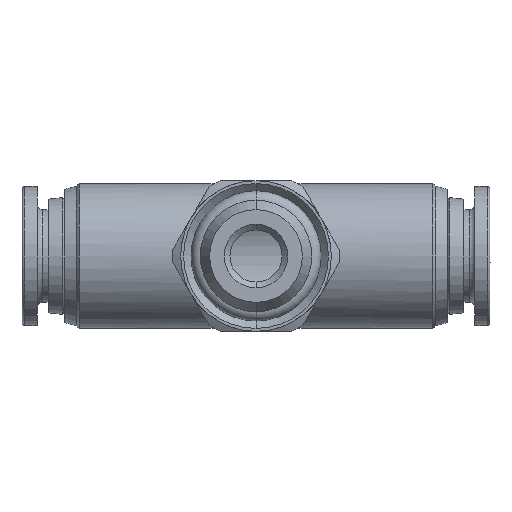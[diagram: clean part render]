
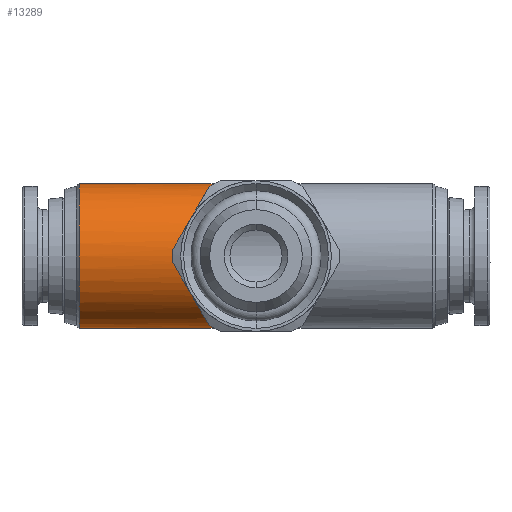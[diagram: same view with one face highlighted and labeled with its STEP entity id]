
A CAD part, front view. The second image highlights one B-rep face of the part: STEP entity #13289.
In plain terms, the highlighted cylindrical face has radius 6.25 mm (diameter 12.5 mm), a partial arc.
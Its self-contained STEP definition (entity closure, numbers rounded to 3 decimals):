
#168 = CARTESIAN_POINT ( 'NONE',  ( -15.268, 14.4, 6.25 ) ) ;
#172 = CARTESIAN_POINT ( 'NONE',  ( -2.482, 11.958, 5.753 ) ) ;
#393 = CARTESIAN_POINT ( 'NONE',  ( -3.891, 14.399, -6.25 ) ) ;
#488 = AXIS2_PLACEMENT_3D ( 'NONE', #7440, #551, #8587 ) ;
#551 = DIRECTION ( 'NONE',  ( 1., 0., 0. ) ) ;
#742 = ORIENTED_EDGE ( 'NONE', *, *, #8837, .F. ) ;
#772 = CARTESIAN_POINT ( 'NONE',  ( -3.892, 14.4, 6.25 ) ) ;
#1556 = DIRECTION ( 'NONE',  ( -1., 0., 0. ) ) ;
#1581 = CARTESIAN_POINT ( 'NONE',  ( -17.5, 14.4, 6.25 ) ) ;
#1583 = B_SPLINE_CURVE_WITH_KNOTS ( 'NONE', 3,
 ( #7550, #13069, #8681, #1842, #9813, #3009 ),
 .UNSPECIFIED., .F., .F.,
 ( 4, 2, 4 ),
 ( 0., 0.5, 1. ),
 .UNSPECIFIED. ) ;
#1842 = CARTESIAN_POINT ( 'NONE',  ( -2.956, 12.779, 6.05 ) ) ;
#1956 = CARTESIAN_POINT ( 'NONE',  ( -2.511, 12.008, -5.774 ) ) ;
#1996 = CARTESIAN_POINT ( 'NONE',  ( -2.496, 11.983, -5.764 ) ) ;
#2056 = CARTESIAN_POINT ( 'NONE',  ( -2.467, 11.933, -5.742 ) ) ;
#2106 = CARTESIAN_POINT ( 'NONE',  ( -2.482, 11.958, -5.753 ) ) ;
#2227 = ORIENTED_EDGE ( 'NONE', *, *, #5884, .F. ) ;
#2279 = AXIS2_PLACEMENT_3D ( 'NONE', #4625, #10284, #3542 ) ;
#2299 = CARTESIAN_POINT ( 'NONE',  ( -2.511, 12.008, -5.774 ) ) ;
#2429 = CARTESIAN_POINT ( 'NONE',  ( -6.25, 8.15, -2.575 ) ) ;
#2507 = CARTESIAN_POINT ( 'NONE',  ( -6.25, 8.15, 2.575 ) ) ;
#2568 = CARTESIAN_POINT ( 'NONE',  ( -2.496, 11.983, 5.764 ) ) ;
#2644 = CARTESIAN_POINT ( 'NONE',  ( -2.729, 12.386, -5.931 ) ) ;
#2677 = VECTOR ( 'NONE', #1556, 1000. ) ;
#3009 = CARTESIAN_POINT ( 'NONE',  ( -2.511, 12.008, 5.774 ) ) ;
#3041 = LINE ( 'NONE', #10637, #2677 ) ;
#3131 = ORIENTED_EDGE ( 'NONE', *, *, #6543, .T. ) ;
#3542 = DIRECTION ( 'NONE',  ( 0., 0., 1. ) ) ;
#3679 = VERTEX_POINT ( 'NONE', #2299 ) ;
#3685 = EDGE_CURVE ( 'NONE', #5303, #3679, #6526, .T. ) ;
#3704 = VECTOR ( 'NONE', #10665, 1000. ) ;
#3768 = CARTESIAN_POINT ( 'NONE',  ( -3.419, 13.581, -6.209 ) ) ;
#4169 = ORIENTED_EDGE ( 'NONE', *, *, #3685, .F. ) ;
#4554 = VERTEX_POINT ( 'NONE', #8951 ) ;
#4625 = CARTESIAN_POINT ( 'NONE',  ( -17.5, 14.4, 0. ) ) ;
#4694 = CARTESIAN_POINT ( 'NONE',  ( -4.833, 9.567, -4.726 ) ) ;
#4918 = CARTESIAN_POINT ( 'NONE',  ( -3.89, 14.397, -6.25 ) ) ;
#5303 = VERTEX_POINT ( 'NONE', #10652 ) ;
#5594 = CARTESIAN_POINT ( 'NONE',  ( -15.268, 14.4, -6.25 ) ) ;
#5771 = ORIENTED_EDGE ( 'NONE', *, *, #7584, .T. ) ;
#5884 = EDGE_CURVE ( 'NONE', #11508, #14064, #3041, .T. ) ;
#6016 = LINE ( 'NONE', #1581, #3704 ) ;
#6364 = VERTEX_POINT ( 'NONE', #11629 ) ;
#6526 = B_SPLINE_CURVE_WITH_KNOTS ( 'NONE', 3,
 ( #2056, #2106, #1996, #1956 ),
 .UNSPECIFIED., .F., .F.,
 ( 4, 4 ),
 ( 0.008, 0.008 ),
 .UNSPECIFIED. ) ;
#6543 = EDGE_CURVE ( 'NONE', #11305, #11444, #6016, .T. ) ;
#6997 = EDGE_CURVE ( 'NONE', #4554, #5303, #8091, .T. ) ;
#7239 = CARTESIAN_POINT ( 'NONE',  ( -3.892, 14.4, -6.25 ) ) ;
#7440 = CARTESIAN_POINT ( 'NONE',  ( -15.268, 14.4, 0. ) ) ;
#7550 = CARTESIAN_POINT ( 'NONE',  ( -3.892, 14.4, 6.25 ) ) ;
#7584 = EDGE_CURVE ( 'NONE', #11444, #14064, #12467, .T. ) ;
#7691 = EDGE_CURVE ( 'NONE', #11305, #13903, #1583, .T. ) ;
#7886 =( BOUNDED_CURVE ( )  B_SPLINE_CURVE ( 3, ( #13644, #13688, #2507, #10428 ),
 .UNSPECIFIED., .F., .F. ) 
 B_SPLINE_CURVE_WITH_KNOTS ( ( 4, 4 ),
 ( 5.118, 6.283 ),
 .UNSPECIFIED. ) 
 CURVE ( )  GEOMETRIC_REPRESENTATION_ITEM ( )  RATIONAL_B_SPLINE_CURVE ( ( 1., 0.89, 0.89, 1. ) ) 
 REPRESENTATION_ITEM ( '' )  );
#8086 = EDGE_LOOP ( 'NONE', ( #2227, #10555, #10216, #4169, #9877, #742, #12451, #9174, #3131, #5771 ) ) ;
#8091 =( BOUNDED_CURVE ( )  B_SPLINE_CURVE ( 3, ( #8096, #2429, #4694, #12576 ),
 .UNSPECIFIED., .F., .T. ) 
 B_SPLINE_CURVE_WITH_KNOTS ( ( 4, 4 ),
 ( 0., 1.165 ),
 .UNSPECIFIED. ) 
 CURVE ( )  GEOMETRIC_REPRESENTATION_ITEM ( )  RATIONAL_B_SPLINE_CURVE ( ( 1., 0.89, 0.89, 1. ) ) 
 REPRESENTATION_ITEM ( '' )  );
#8096 = CARTESIAN_POINT ( 'NONE',  ( -6.25, 8.15, 0. ) ) ;
#8210 = CARTESIAN_POINT ( 'NONE',  ( -2.467, 11.933, 5.742 ) ) ;
#8242 = CARTESIAN_POINT ( 'NONE',  ( -2.467, 11.933, 5.742 ) ) ;
#8317 = CARTESIAN_POINT ( 'NONE',  ( -2.511, 12.008, -5.774 ) ) ;
#8441 = CARTESIAN_POINT ( 'NONE',  ( -3.892, 14.4, -6.25 ) ) ;
#8587 = DIRECTION ( 'NONE',  ( 0., 0., -1. ) ) ;
#8681 = CARTESIAN_POINT ( 'NONE',  ( -3.419, 13.582, 6.21 ) ) ;
#8837 = EDGE_CURVE ( 'NONE', #10930, #4554, #7886, .T. ) ;
#8951 = CARTESIAN_POINT ( 'NONE',  ( -6.25, 8.15, 0. ) ) ;
#9174 = ORIENTED_EDGE ( 'NONE', *, *, #7691, .F. ) ;
#9324 =( BOUNDED_CURVE ( )  B_SPLINE_CURVE ( 3, ( #8242, #172, #2568, #10495 ),
 .UNSPECIFIED., .F., .T. ) 
 B_SPLINE_CURVE_WITH_KNOTS ( ( 4, 4 ),
 ( 4.307, 4.32 ),
 .UNSPECIFIED. ) 
 CURVE ( )  GEOMETRIC_REPRESENTATION_ITEM ( )  RATIONAL_B_SPLINE_CURVE ( ( 1., 1., 1., 1. ) ) 
 REPRESENTATION_ITEM ( '' )  );
#9813 = CARTESIAN_POINT ( 'NONE',  ( -2.729, 12.386, 5.931 ) ) ;
#9877 = ORIENTED_EDGE ( 'NONE', *, *, #6997, .F. ) ;
#10216 = ORIENTED_EDGE ( 'NONE', *, *, #14516, .F. ) ;
#10254 = CYLINDRICAL_SURFACE ( 'NONE', #2279, 6.25 ) ;
#10284 = DIRECTION ( 'NONE',  ( -1., 0., 0. ) ) ;
#10428 = CARTESIAN_POINT ( 'NONE',  ( -6.25, 8.15, 0. ) ) ;
#10495 = CARTESIAN_POINT ( 'NONE',  ( -2.511, 12.008, 5.774 ) ) ;
#10555 = ORIENTED_EDGE ( 'NONE', *, *, #11525, .F. ) ;
#10559 = CARTESIAN_POINT ( 'NONE',  ( -2.956, 12.779, -6.05 ) ) ;
#10623 = CARTESIAN_POINT ( 'NONE',  ( -3.89, 14.398, -6.25 ) ) ;
#10637 = CARTESIAN_POINT ( 'NONE',  ( -17.5, 14.4, -6.25 ) ) ;
#10652 = CARTESIAN_POINT ( 'NONE',  ( -2.467, 11.933, -5.742 ) ) ;
#10665 = DIRECTION ( 'NONE',  ( -1., 0., 0. ) ) ;
#10930 = VERTEX_POINT ( 'NONE', #8210 ) ;
#11305 = VERTEX_POINT ( 'NONE', #772 ) ;
#11437 = B_SPLINE_CURVE_WITH_KNOTS ( 'NONE', 3,
 ( #8317, #2644, #10559, #3768, #11660, #4918 ),
 .UNSPECIFIED., .F., .F.,
 ( 4, 2, 4 ),
 ( 0., 0.501, 1. ),
 .UNSPECIFIED. ) ;
#11444 = VERTEX_POINT ( 'NONE', #168 ) ;
#11458 = CARTESIAN_POINT ( 'NONE',  ( -2.511, 12.008, 5.774 ) ) ;
#11508 = VERTEX_POINT ( 'NONE', #7239 ) ;
#11525 = EDGE_CURVE ( 'NONE', #6364, #11508, #13026, .T. ) ;
#11629 = CARTESIAN_POINT ( 'NONE',  ( -3.89, 14.397, -6.25 ) ) ;
#11660 = CARTESIAN_POINT ( 'NONE',  ( -3.654, 13.989, -6.25 ) ) ;
#12451 = ORIENTED_EDGE ( 'NONE', *, *, #14201, .T. ) ;
#12467 = CIRCLE ( 'NONE', #488, 6.25 ) ;
#12576 = CARTESIAN_POINT ( 'NONE',  ( -2.467, 11.933, -5.742 ) ) ;
#13026 = B_SPLINE_CURVE_WITH_KNOTS ( 'NONE', 3,
 ( #13956, #10623, #393, #8441 ),
 .UNSPECIFIED., .F., .F.,
 ( 4, 4 ),
 ( 0., 0.003 ),
 .UNSPECIFIED. ) ;
#13069 = CARTESIAN_POINT ( 'NONE',  ( -3.655, 13.991, 6.25 ) ) ;
#13289 = ADVANCED_FACE ( 'NONE', ( #14584 ), #10254, .T. ) ;
#13644 = CARTESIAN_POINT ( 'NONE',  ( -2.467, 11.933, 5.742 ) ) ;
#13688 = CARTESIAN_POINT ( 'NONE',  ( -4.833, 9.567, 4.726 ) ) ;
#13903 = VERTEX_POINT ( 'NONE', #11458 ) ;
#13956 = CARTESIAN_POINT ( 'NONE',  ( -3.89, 14.397, -6.25 ) ) ;
#14064 = VERTEX_POINT ( 'NONE', #5594 ) ;
#14201 = EDGE_CURVE ( 'NONE', #10930, #13903, #9324, .T. ) ;
#14516 = EDGE_CURVE ( 'NONE', #3679, #6364, #11437, .T. ) ;
#14584 = FACE_OUTER_BOUND ( 'NONE', #8086, .T. ) ;
